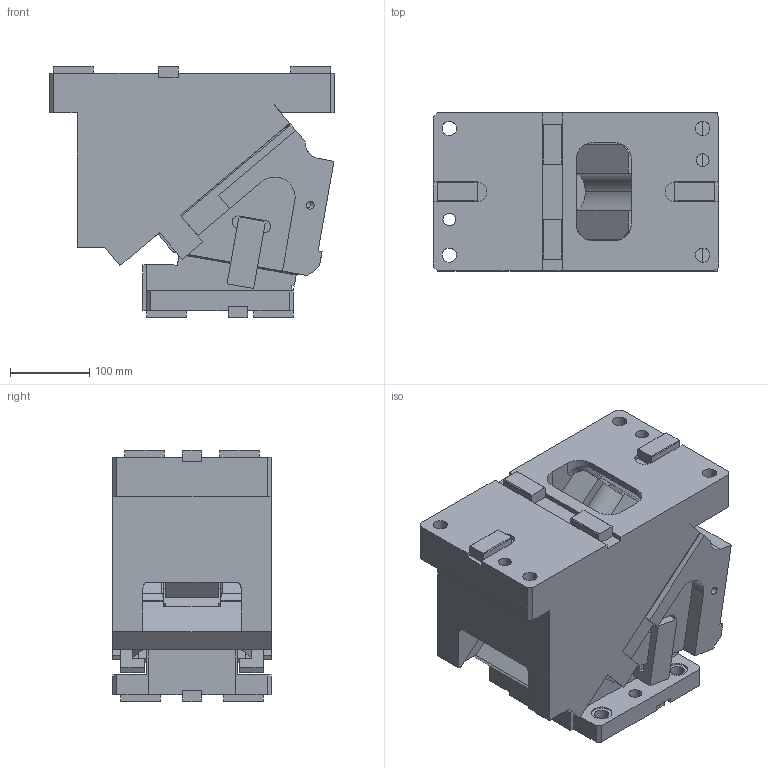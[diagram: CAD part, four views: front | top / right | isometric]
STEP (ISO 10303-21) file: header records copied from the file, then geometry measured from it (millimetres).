
FILE_DESCRIPTION(('CATIA V5 STEP Exchange'),'2;1');
FILE_NAME('CACV_200_10.stp','2015-04-24T14:13:09+00:00',('none'),('none'),'CATIA Version 5 Release 19 SP 2 (IN-10)','CATIA V5 STEP AP203','none');
FILE_SCHEMA(('CONFIG_CONTROL_DESIGN'));
Length unit declared in the file: millimetre
Products named in the file (1): CACV_200_10
Bounding box: 360 x 200 x 318 mm (x, y, z)
Volume: 13870412.6 mm3; surface area: 852454.2 mm2
Topology: 3 solids, 4 shells, 538 faces, 1561 edges, 1020 vertices
Faces by surface type: plane 379, cylinder 141, cone 10, bspline 6, torus 2
Entity records: 17708 total; most frequent: CARTESIAN_POINT 4135, ORIENTED_EDGE 3074, DIRECTION 2334, EDGE_CURVE 1537, VECTOR 1233, LINE 1233, VERTEX_POINT 1014, AXIS2_PLACEMENT_3D 642
